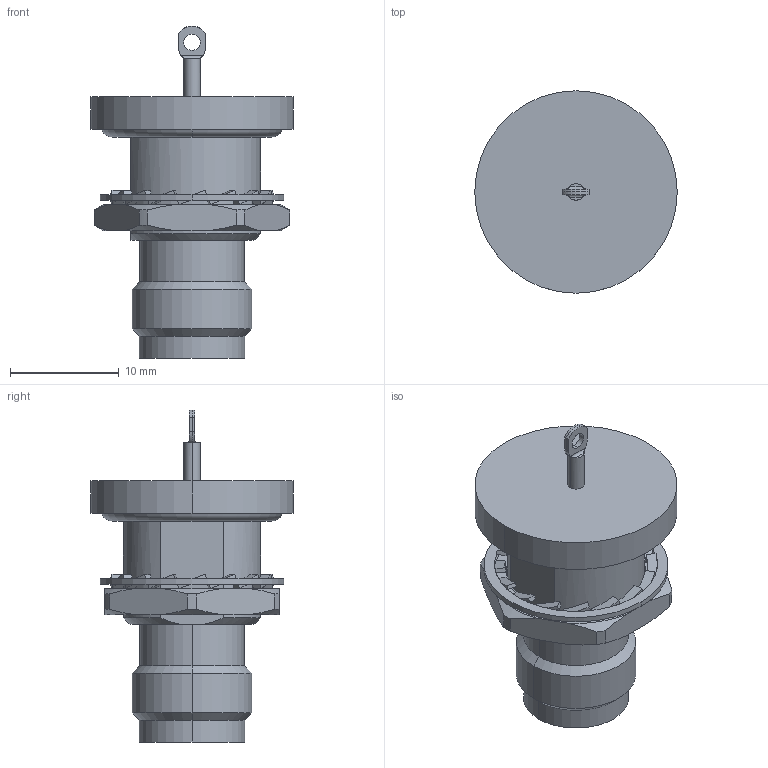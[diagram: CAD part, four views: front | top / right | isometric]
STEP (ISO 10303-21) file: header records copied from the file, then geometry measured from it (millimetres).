
FILE_DESCRIPTION (( 'STEP AP203' ), '1' );
FILE_NAME ('R143.626.000D.STEP', '2013-01-24T13:59:10', ( 'user' ), ( '' ), 'SwSTEP 2.0', 'SolidWorks 2011', '' );
FILE_SCHEMA (( 'CONFIG_CONTROL_DESIGN' ));
Length unit declared in the file: millimetre
Products named in the file (1): R143.626.000D
Bounding box: 18.6 x 18.6 x 30.5 mm (x, y, z)
Volume: 2837 mm3; surface area: 2820.1 mm2
Topology: 1 solids, 1 shells, 285 faces, 767 edges, 495 vertices
Faces by surface type: plane 120, cylinder 101, cone 46, torus 12, sphere 6
Entity records: 9455 total; most frequent: CARTESIAN_POINT 2236, ORIENTED_EDGE 1534, DIRECTION 1490, EDGE_CURVE 767, AXIS2_PLACEMENT_3D 587, VERTEX_POINT 495, EDGE_LOOP 332, VECTOR 316
